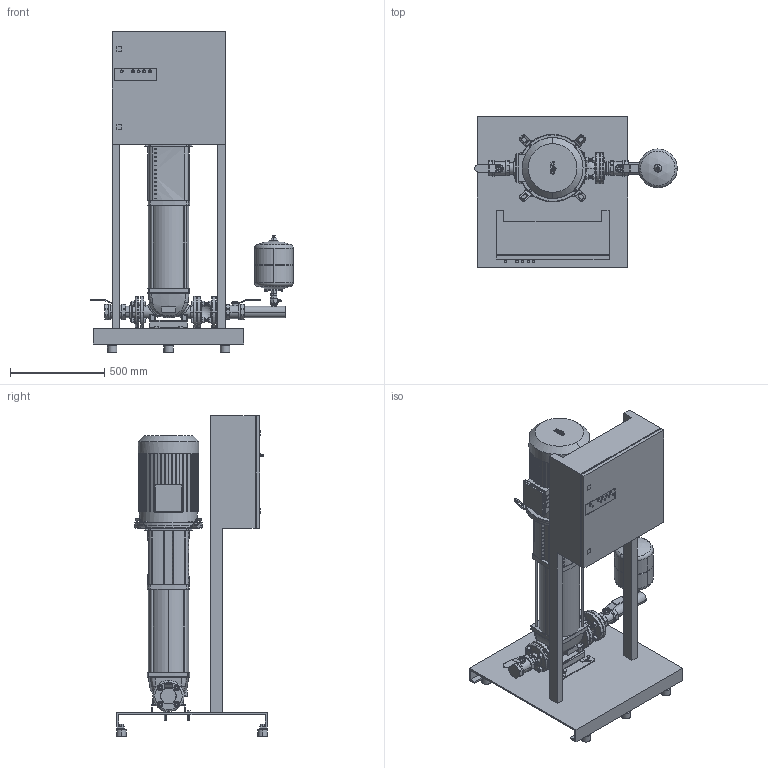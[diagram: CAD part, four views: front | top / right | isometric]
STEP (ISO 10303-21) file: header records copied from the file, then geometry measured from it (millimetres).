
FILE_DESCRIPTION((''),'2;1');
FILE_NAME('3d_FLA-1HELIXV2208_K-01PN16-2534432.stp','2013-07-05T14:15:47',(''),(''),'Mechanical Desktop 2009','Mechanical Desktop 2009',', , ');
FILE_SCHEMA(('CONFIG_CONTROL_DESIGN'));
Length unit declared in the file: millimetre
Products named in the file (1): Product
Bounding box: 1076 x 800 x 1705 mm (x, y, z)
Volume: 167840835.2 mm3; surface area: 7124191.6 mm2
Topology: 64 solids, 64 shells, 2157 faces, 5414 edges, 3533 vertices
Faces by surface type: bspline 803, plane 775, cylinder 409, cone 92, torus 74, sphere 4
Entity records: 72938 total; most frequent: CARTESIAN_POINT 22159, ORIENTED_EDGE 10820, DIRECTION 9691, EDGE_CURVE 5410, VERTEX_POINT 3533, VECTOR 3433, LINE 3433, AXIS2_PLACEMENT_3D 3129
